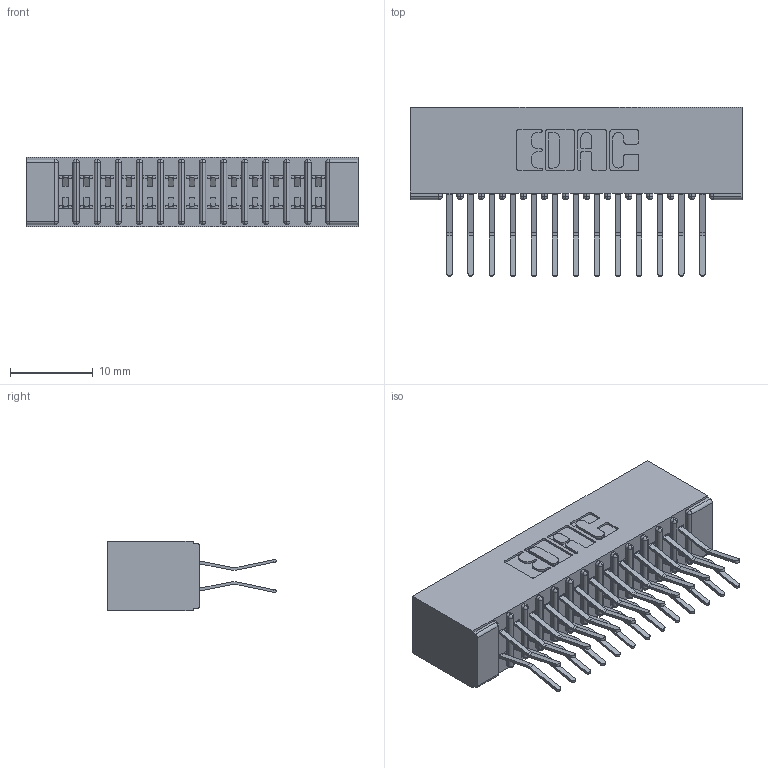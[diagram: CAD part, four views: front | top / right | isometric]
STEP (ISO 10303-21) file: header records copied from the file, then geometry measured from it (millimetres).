
FILE_DESCRIPTION (( 'STEP AP203' ), '1' );
FILE_NAME ('391-026-560-201.STEP', '2018-08-08T20:33:24', ( '' ), ( '' ), 'SwSTEP 2.0', 'SolidWorks 2016', '' );
FILE_SCHEMA (( 'CONFIG_CONTROL_DESIGN' ));
Length unit declared in the file: inch
Products named in the file (3): 341 Part_No Mounting Lugs; 341-292-001_341-292-160; 391-026-560-201
Assembly tree (27 placements, depth 2):
  391-026-560-201
    341 Part_No Mounting Lugs
    341-292-001_341-292-160  x26
Bounding box: 40.01 x 20.37 x 8.38 mm (x, y, z)
Volume: 2456.7 mm3; surface area: 5423.3 mm2
Topology: 27 solids, 27 shells, 1928 faces, 5583 edges, 3622 vertices
Faces by surface type: plane 1104, cylinder 772, sphere 28, torus 24
Entity records: 19458 total; most frequent: CARTESIAN_POINT 3235, ORIENTED_EDGE 3210, DIRECTION 3163, EDGE_CURVE 1605, LINE 1263, VECTOR 1263, VERTEX_POINT 1022, AXIS2_PLACEMENT_3D 950
